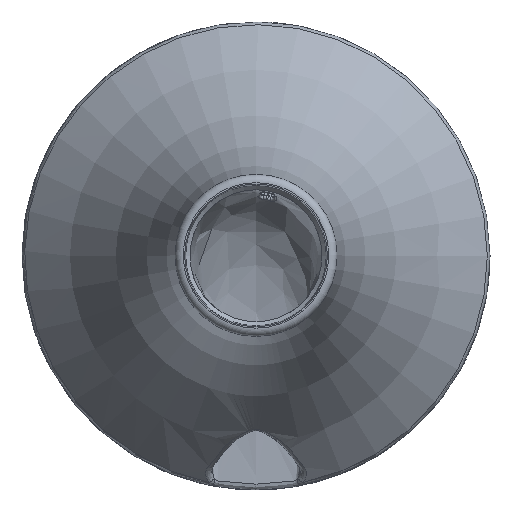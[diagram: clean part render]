
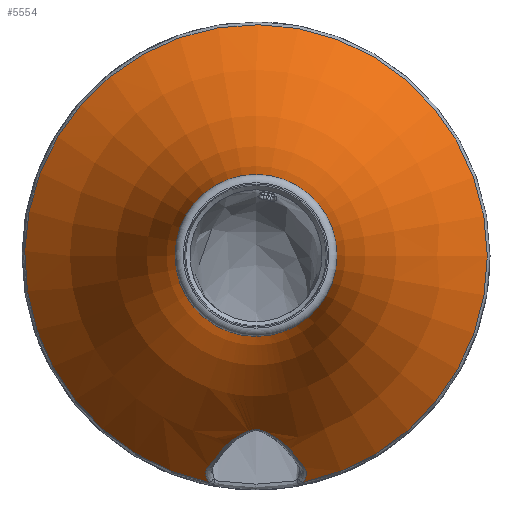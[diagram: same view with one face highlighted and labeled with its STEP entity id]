
A CAD part, top view. The second image highlights one B-rep face of the part: STEP entity #5554.
In plain terms, the highlighted toroidal (fillet/blend) face has major radius 229.51 mm and minor radius 195.048 mm.
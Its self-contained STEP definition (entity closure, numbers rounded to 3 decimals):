
#31=TOROIDAL_SURFACE('',#5932,229.51,195.048);
#794=FACE_OUTER_BOUND('',#1137,.T.);
#1137=EDGE_LOOP('',(#4630,#4631,#4632,#4633,#4634,#4635));
#1624=B_SPLINE_CURVE_WITH_KNOTS('',3,(#17827,#17828,#17829,#17830,#17831,
#17832,#17833,#17834,#17835,#17836,#17837,#17838,#17839,#17840,#17841,#17842,
#17843,#17844,#17845,#17846,#17847,#17848,#17849,#17850,#17851,#17852,#17853,
#17854,#17855,#17856,#17857,#17858,#17859,#17860,#17861,#17862,#17863,#17864,
#17865,#17866,#17867,#17868,#17869,#17870,#17871,#17872,#17873,#17874,#17875,
#17876,#17877,#17878,#17879,#17880,#17881,#17882,#17883,#17884,#17885,#17886,
#17887,#17888,#17889,#17890,#17891,#17892),.UNSPECIFIED.,.F.,.F.,(4,1,1,
1,1,1,1,1,2,1,1,1,2,1,1,1,1,1,1,1,1,1,1,2,2,2,2,1,1,1,1,1,2,1,1,2,1,1,1,
1,1,1,1,1,2,1,1,1,1,1,1,1,1,1,4),(0.,0.331,0.441,
0.661,0.771,0.826,0.854,
0.868,0.882,0.947,1.012,1.143,
1.405,2.7,3.348,3.672,3.753,
3.793,3.834,3.914,3.955,3.975,
3.985,3.995,4.348,4.37,4.391,
4.567,4.655,4.699,4.721,4.732,
4.743,5.39,6.037,7.331,7.396,
7.462,7.592,7.722,7.787,7.82,
7.836,7.844,7.853,7.88,7.908,
7.935,7.949,7.963,8.073,8.183,
8.238,8.293,8.734),.UNSPECIFIED.);
#1877=CIRCLE('',#5933,34.596);
#1878=CIRCLE('',#5934,195.048);
#1879=CIRCLE('',#5935,98.845);
#1880=CIRCLE('',#5936,98.845);
#2392=VERTEX_POINT('',#17355);
#2393=VERTEX_POINT('',#17825);
#2394=VERTEX_POINT('',#18146);
#2395=VERTEX_POINT('',#18148);
#3175=EDGE_CURVE('',#2393,#2392,#1624,.T.);
#3178=EDGE_CURVE('',#2394,#2394,#1877,.T.);
#3179=EDGE_CURVE('',#2394,#2395,#1878,.T.);
#3180=EDGE_CURVE('',#2392,#2395,#1879,.T.);
#3181=EDGE_CURVE('',#2395,#2393,#1880,.T.);
#4630=ORIENTED_EDGE('',*,*,#3178,.F.);
#4631=ORIENTED_EDGE('',*,*,#3179,.T.);
#4632=ORIENTED_EDGE('',*,*,#3180,.F.);
#4633=ORIENTED_EDGE('',*,*,#3175,.F.);
#4634=ORIENTED_EDGE('',*,*,#3181,.F.);
#4635=ORIENTED_EDGE('',*,*,#3179,.F.);
#5554=ADVANCED_FACE('',(#794),#31,.F.);
#5932=AXIS2_PLACEMENT_3D('',#18145,#6694,#6695);
#5933=AXIS2_PLACEMENT_3D('',#18147,#6696,#6697);
#5934=AXIS2_PLACEMENT_3D('',#18149,#6698,#6699);
#5935=AXIS2_PLACEMENT_3D('',#18150,#6700,#6701);
#5936=AXIS2_PLACEMENT_3D('',#18151,#6702,#6703);
#6694=DIRECTION('center_axis',(0.,0.,-1.));
#6695=DIRECTION('ref_axis',(-1.,0.,0.));
#6696=DIRECTION('center_axis',(0.,0.,1.));
#6697=DIRECTION('ref_axis',(1.,0.,0.));
#6698=DIRECTION('center_axis',(0.,-1.,0.));
#6699=DIRECTION('ref_axis',(1.,0.,0.));
#6700=DIRECTION('center_axis',(0.,0.,-1.));
#6701=DIRECTION('ref_axis',(1.,0.,0.));
#6702=DIRECTION('center_axis',(0.,0.,-1.));
#6703=DIRECTION('ref_axis',(1.,0.,0.));
#17355=CARTESIAN_POINT('',(-20.175,-96.764,-48.966));
#17825=CARTESIAN_POINT('',(20.175,-96.764,-48.966));
#17827=CARTESIAN_POINT('Ctrl Pts',(20.175,-96.764,-48.966));
#17828=CARTESIAN_POINT('Ctrl Pts',(20.716,-95.998,-48.389));
#17829=CARTESIAN_POINT('Ctrl Pts',(21.217,-94.903,-47.511));
#17830=CARTESIAN_POINT('Ctrl Pts',(21.539,-93.268,-46.09));
#17831=CARTESIAN_POINT('Ctrl Pts',(21.529,-92.19,-45.09));
#17832=CARTESIAN_POINT('Ctrl Pts',(21.272,-91.307,-44.204));
#17833=CARTESIAN_POINT('Ctrl Pts',(21.068,-90.89,-43.764));
#17834=CARTESIAN_POINT('Ctrl Pts',(20.947,-90.691,-43.547));
#17835=CARTESIAN_POINT('Ctrl Pts',(20.871,-90.58,-43.424));
#17836=CARTESIAN_POINT('Ctrl Pts',(20.832,-90.526,-43.363));
#17837=CARTESIAN_POINT('Ctrl Pts',(20.715,-90.37,-43.189));
#17838=CARTESIAN_POINT('Ctrl Pts',(20.521,-90.114,-42.901));
#17839=CARTESIAN_POINT('Ctrl Pts',(20.135,-89.603,-42.322));
#17840=CARTESIAN_POINT('Ctrl Pts',(19.46,-88.713,-41.306));
#17841=CARTESIAN_POINT('Ctrl Pts',(18.882,-87.956,-40.427));
#17842=CARTESIAN_POINT('Ctrl Pts',(16.577,-84.983,-36.936));
#17843=CARTESIAN_POINT('Ctrl Pts',(13.735,-81.346,-32.389));
#17844=CARTESIAN_POINT('Ctrl Pts',(9.139,-77.876,-27.487));
#17845=CARTESIAN_POINT('Ctrl Pts',(6.633,-76.462,-25.427));
#17846=CARTESIAN_POINT('Ctrl Pts',(5.526,-75.89,-24.596));
#17847=CARTESIAN_POINT('Ctrl Pts',(5.117,-75.685,-24.299));
#17848=CARTESIAN_POINT('Ctrl Pts',(4.706,-75.482,-24.005));
#17849=CARTESIAN_POINT('Ctrl Pts',(4.29,-75.281,-23.715));
#17850=CARTESIAN_POINT('Ctrl Pts',(3.922,-75.108,-23.466));
#17851=CARTESIAN_POINT('Ctrl Pts',(3.737,-75.021,-23.342));
#17852=CARTESIAN_POINT('Ctrl Pts',(3.631,-74.972,-23.272));
#17853=CARTESIAN_POINT('Ctrl Pts',(3.578,-74.948,-23.237));
#17854=CARTESIAN_POINT('Ctrl Pts',(2.63,-74.508,-22.608));
#17855=CARTESIAN_POINT('Ctrl Pts',(1.433,-74.259,-22.23));
#17856=CARTESIAN_POINT('Ctrl Pts',(0.148,-74.231,-22.19));
#17857=CARTESIAN_POINT('Ctrl Pts',(0.074,-74.231,
-22.188));
#17858=CARTESIAN_POINT('Ctrl Pts',(-0.075,-74.231,
-22.188));
#17859=CARTESIAN_POINT('Ctrl Pts',(-0.149,-74.231,
-22.19));
#17860=CARTESIAN_POINT('Ctrl Pts',(-0.83,-74.246,
-22.212));
#17861=CARTESIAN_POINT('Ctrl Pts',(-1.728,-74.346,-22.363));
#17862=CARTESIAN_POINT('Ctrl Pts',(-2.687,-74.599,
-22.734));
#17863=CARTESIAN_POINT('Ctrl Pts',(-3.133,-74.758,
-22.964));
#17864=CARTESIAN_POINT('Ctrl Pts',(-3.346,-74.844,-23.089));
#17865=CARTESIAN_POINT('Ctrl Pts',(-3.464,-74.896,
-23.162));
#17866=CARTESIAN_POINT('Ctrl Pts',(-3.522,-74.922,
-23.2));
#17867=CARTESIAN_POINT('Ctrl Pts',(-5.245,-75.719,
-24.338));
#17868=CARTESIAN_POINT('Ctrl Pts',(-8.468,-77.374,-26.776));
#17869=CARTESIAN_POINT('Ctrl Pts',(-13.706,-81.316,-32.35));
#17870=CARTESIAN_POINT('Ctrl Pts',(-16.563,-84.963,
-36.912));
#17871=CARTESIAN_POINT('Ctrl Pts',(-18.593,-87.581,
-39.986));
#17872=CARTESIAN_POINT('Ctrl Pts',(-18.786,-87.833,
-40.281));
#17873=CARTESIAN_POINT('Ctrl Pts',(-19.173,-88.337,
-40.869));
#17874=CARTESIAN_POINT('Ctrl Pts',(-19.655,-88.971,
-41.6));
#17875=CARTESIAN_POINT('Ctrl Pts',(-20.137,-89.606,
-42.325));
#17876=CARTESIAN_POINT('Ctrl Pts',(-20.474,-90.051,
-42.83));
#17877=CARTESIAN_POINT('Ctrl Pts',(-20.643,-90.275,-43.082));
#17878=CARTESIAN_POINT('Ctrl Pts',(-20.727,-90.387,-43.207));
#17879=CARTESIAN_POINT('Ctrl Pts',(-20.775,-90.45,
-43.279));
#17880=CARTESIAN_POINT('Ctrl Pts',(-20.799,-90.482,-43.315));
#17881=CARTESIAN_POINT('Ctrl Pts',(-20.852,-90.552,
-43.394));
#17882=CARTESIAN_POINT('Ctrl Pts',(-20.929,-90.662,
-43.516));
#17883=CARTESIAN_POINT('Ctrl Pts',(-21.034,-90.833,
-43.701));
#17884=CARTESIAN_POINT('Ctrl Pts',(-21.111,-90.979,
-43.857));
#17885=CARTESIAN_POINT('Ctrl Pts',(-21.167,-91.099,
-43.983));
#17886=CARTESIAN_POINT('Ctrl Pts',(-21.299,-91.4,-44.297));
#17887=CARTESIAN_POINT('Ctrl Pts',(-21.455,-91.933,
-44.833));
#17888=CARTESIAN_POINT('Ctrl Pts',(-21.521,-92.593,
-45.461));
#17889=CARTESIAN_POINT('Ctrl Pts',(-21.51,-93.133,-45.957));
#17890=CARTESIAN_POINT('Ctrl Pts',(-21.381,-94.491,
-47.176));
#17891=CARTESIAN_POINT('Ctrl Pts',(-20.896,-95.744,
-48.198));
#17892=CARTESIAN_POINT('Ctrl Pts',(-20.175,-96.764,
-48.966));
#18145=CARTESIAN_POINT('Origin',(0.,0.,95.845));
#18146=CARTESIAN_POINT('',(34.596,0.,88.629));
#18147=CARTESIAN_POINT('Origin',(0.,0.,88.629));
#18148=CARTESIAN_POINT('',(98.845,0.,-48.966));
#18149=CARTESIAN_POINT('Origin',(229.51,0.,
95.845));
#18150=CARTESIAN_POINT('Origin',(0.,0.,-48.966));
#18151=CARTESIAN_POINT('Origin',(0.,0.,-48.966));
